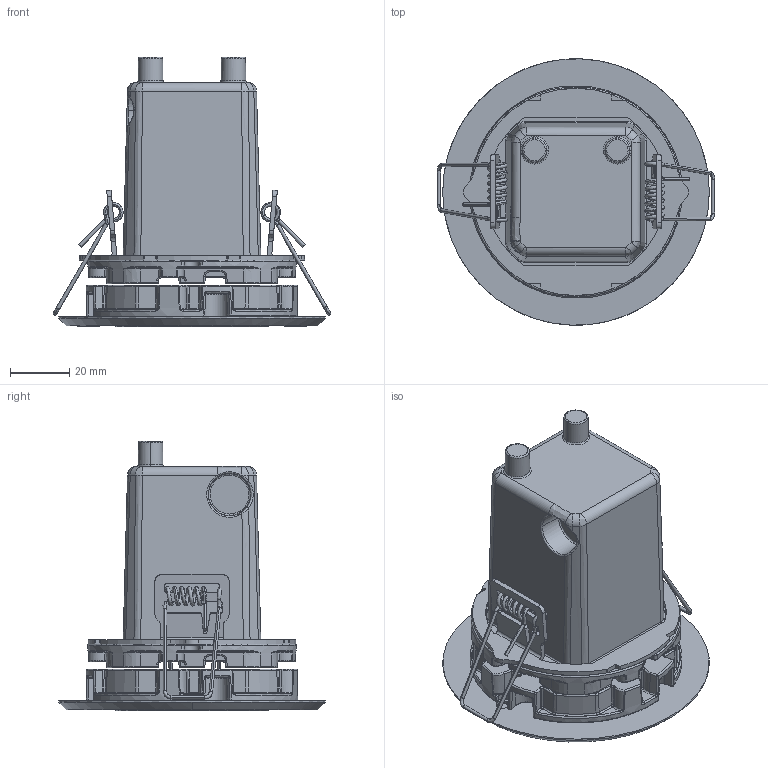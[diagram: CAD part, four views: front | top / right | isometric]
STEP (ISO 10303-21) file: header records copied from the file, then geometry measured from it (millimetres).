
FILE_DESCRIPTION(/* description */ (''),/* implementation_level */ '2;1');
FILE_NAME(/* name */ 'T408250_EGO 90 DL TONDO',/* time_stamp */ '2018-02-05T11:09:30+01:00',/* author */ (''),/* organization */ (''),/* preprocessor_version */ 'ST-DEVELOPER v15',/* originating_system */ '',/* authorisation */ '');
FILE_SCHEMA (('CONFIG_CONTROL_DESIGN'));
Length unit declared in the file: millimetre
Products named in the file (1): Document
Bounding box: 93.74 x 89.94 x 91 mm (x, y, z)
Volume: 36538.2 mm3; surface area: 55156.8 mm2
Topology: 7 solids, 9 shells, 1502 faces, 3627 edges, 2065 vertices
Faces by surface type: bspline 1252, plane 250
Entity records: 72560 total; most frequent: CARTESIAN_POINT 53291, ORIENTED_EDGE 7082, EDGE_CURVE 3548, VERTEX_POINT 2065, EDGE_LOOP 1525, ADVANCED_FACE 1500, FACE_OUTER_BOUND 1500, B_SPLINE_CURVE_WITH_KNOTS 1164
